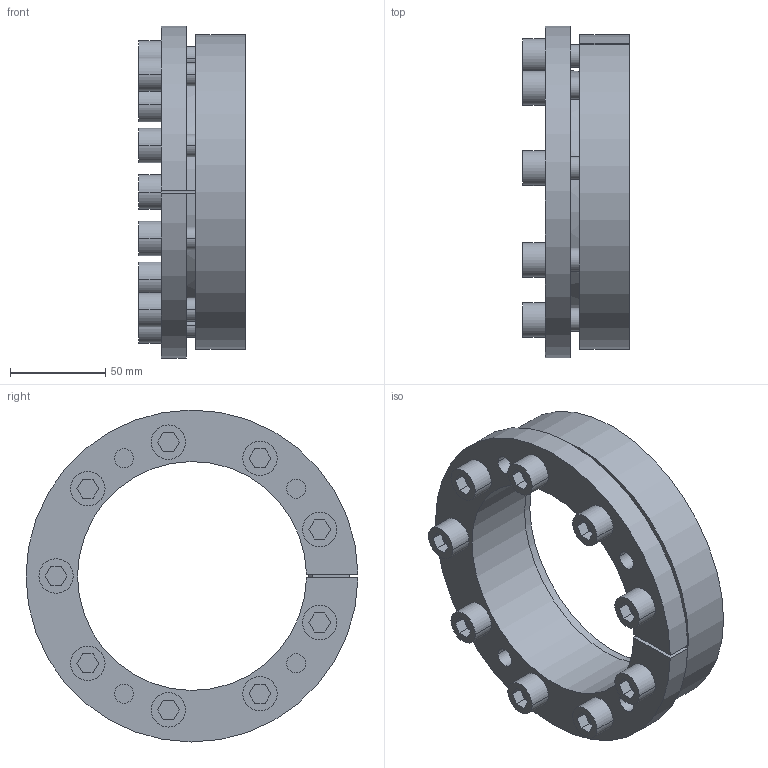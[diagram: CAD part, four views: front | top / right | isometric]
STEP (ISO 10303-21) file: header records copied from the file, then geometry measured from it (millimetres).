
FILE_DESCRIPTION((''),'2;1');
FILE_NAME('082065120165_INT_ASM','2006-02-22T',('Rathmann'),(''),'PRO/ENGINEER BY PARAMETRIC TECHNOLOGY CORPORATION, 2005180','PRO/ENGINEER BY PARAMETRIC TECHNOLOGY CORPORATION, 2005180','');
FILE_SCHEMA(('AUTOMOTIVE_DESIGN_CC2 { 1 2 10303 214 -1 1 5 2 }'));
Length unit declared in the file: millimetre
Products named in the file (4): 082065120165I_INT; 082065120165A_INT; DIN912-M12X35_INT; 082065120165_INT_ASM
Assembly tree (11 placements, depth 2):
  082065120165_INT_ASM
    082065120165I_INT
    082065120165A_INT
    DIN912-M12X35_INT  x9
Bounding box: 56 x 173.99 x 174 mm (x, y, z)
Volume: 446657.7 mm3; surface area: 133506.8 mm2
Topology: 11 solids, 11 shells, 202 faces, 502 edges, 374 vertices
Faces by surface type: plane 99, cylinder 83, cone 20
Entity records: 2867 total; most frequent: DIRECTION 522, CARTESIAN_POINT 457, ORIENTED_EDGE 392, AXIS2_PLACEMENT_3D 205, EDGE_CURVE 196, VERTEX_POINT 130, EDGE_LOOP 120, VECTOR 112
